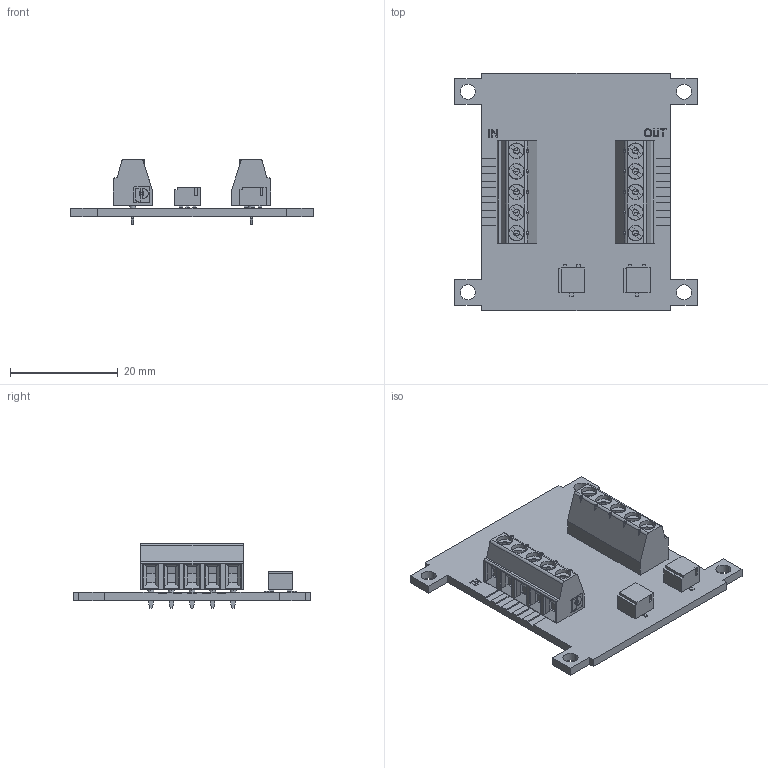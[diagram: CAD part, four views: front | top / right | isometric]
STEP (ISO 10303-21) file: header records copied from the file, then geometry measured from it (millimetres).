
FILE_DESCRIPTION(('STEP AP203'),'1');
FILE_NAME('burster_9235-v001_f592zazc6kh0nn3ybpdsqltom.stp','2013-08-27T14:23:25',('TraceParts'),('TraceParts S.A.'),'XStep 1.0',' ',' ');
FILE_SCHEMA(('CONFIG_CONTROL_DESIGN'));
Length unit declared in the file: millimetre
Products named in the file (1): 1
Bounding box: 45 x 44 x 12 mm (x, y, z)
Volume: 4548.8 mm3; surface area: 5674.9 mm2
Topology: 3 solids, 3 shells, 854 faces, 2254 edges, 1426 vertices
Faces by surface type: plane 598, cylinder 172, bspline 64, cone 20
Entity records: 29758 total; most frequent: CARTESIAN_POINT 8697, ORIENTED_EDGE 4428, DIRECTION 4242, EDGE_CURVE 2214, LINE 1592, VECTOR 1592, VERTEX_POINT 1426, AXIS2_PLACEMENT_3D 1325
